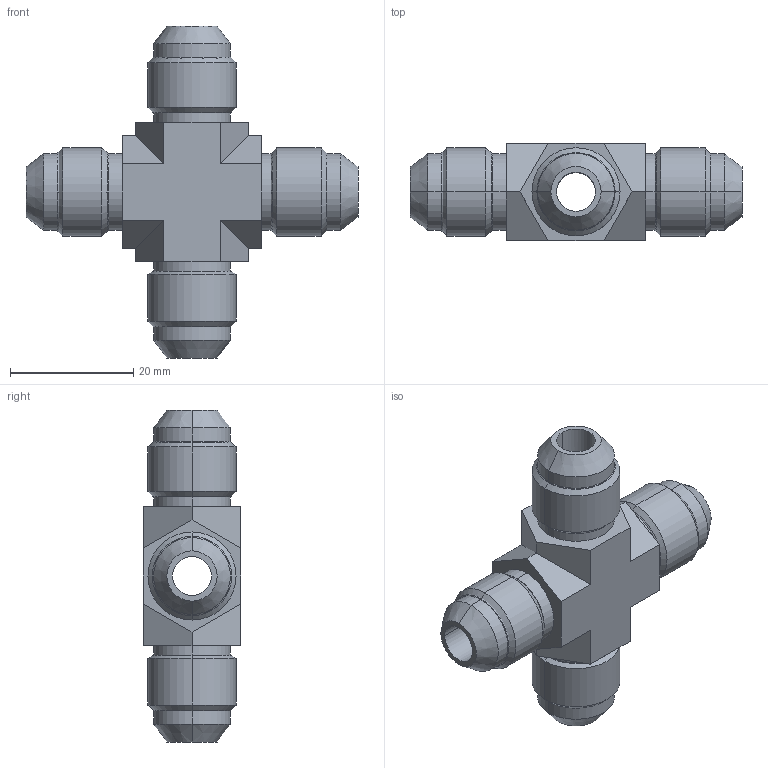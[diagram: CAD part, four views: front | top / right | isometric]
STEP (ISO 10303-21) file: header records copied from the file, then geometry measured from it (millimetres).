
FILE_DESCRIPTION((''),'2;1');
FILE_NAME('ILC30305566','2022-06-23T15:41:47',('rkuestersteffen'),(''),'CREO PARAMETRIC BY PTC INC, 2021164','CREO PARAMETRIC BY PTC INC, 2021164','');
FILE_SCHEMA(('AUTOMOTIVE_DESIGN { 1 0 10303 214 1 1 1 1 }'));
Length unit declared in the file: inch
Products named in the file (1): ILC30305566
Bounding box: 53.85 x 15.75 x 53.85 mm (x, y, z)
Volume: 11838.9 mm3; surface area: 7869.7 mm2
Topology: 1 solids, 5 shells, 91 faces, 210 edges, 124 vertices
Faces by surface type: cylinder 40, plane 27, cone 24
Entity records: 3459 total; most frequent: CARTESIAN_POINT 512, DIRECTION 504, ORIENTED_EDGE 400, PRESENTATION_STYLE_ASSIGNMENT 219, STYLED_ITEM 219, CURVE_STYLE 214, EDGE_CURVE 210, AXIS2_PLACEMENT_3D 189
